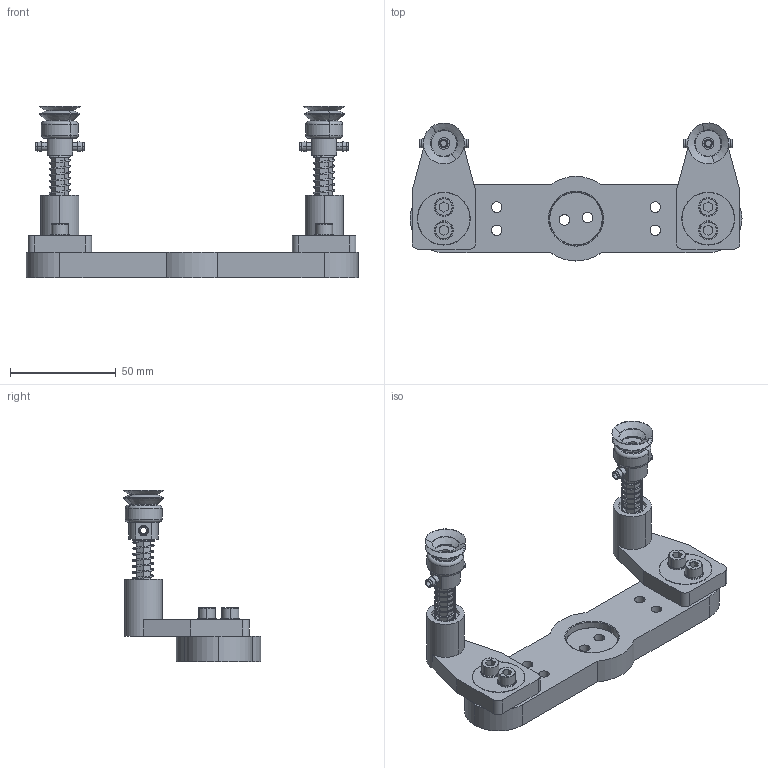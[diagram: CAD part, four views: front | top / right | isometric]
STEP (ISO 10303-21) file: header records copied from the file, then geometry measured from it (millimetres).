
FILE_DESCRIPTION (( 'STEP AP203' ), '1' );
FILE_NAME ('8800.102.52.STEP', '2020-10-11T20:24:39', ( 'Eberle' ), ( '' ), 'SwSTEP 2.0', 'SolidWorks 2010', '' );
FILE_SCHEMA (( 'CONFIG_CONTROL_DESIGN' ));
Length unit declared in the file: millimetre
Products named in the file (11): 8800.100.52; 8800.102.52; Federaufnahme; 8801.500.001; 8800.500.31; 8801.500.000; 8800.800.04; - Druckfeder 1 - angelegte Enden_Default; 9000.400.20; 8800.800.00; 9000.602.20
Assembly tree (16 placements, depth 4):
  8800.102.52
    9000.602.20  x2
    8800.500.31  x2
      8801.500.000
      8801.500.001
      Federaufnahme
        - Druckfeder 1 - angelegte Enden_Default
        8800.800.00
        8800.800.04
    9000.400.20  x4
    8801.500.001
    8800.100.52
Bounding box: 157 x 65.14 x 81.17 mm (x, y, z)
Volume: 83566.6 mm3; surface area: 53266.8 mm2
Topology: 18 solids, 18 shells, 737 faces, 1703 edges, 1094 vertices
Faces by surface type: plane 332, cylinder 289, cone 74, torus 30, bspline 12
Entity records: 15816 total; most frequent: CARTESIAN_POINT 4677, DIRECTION 2197, ORIENTED_EDGE 1930, EDGE_CURVE 965, AXIS2_PLACEMENT_3D 838, VERTEX_POINT 628, LINE 521, VECTOR 521
